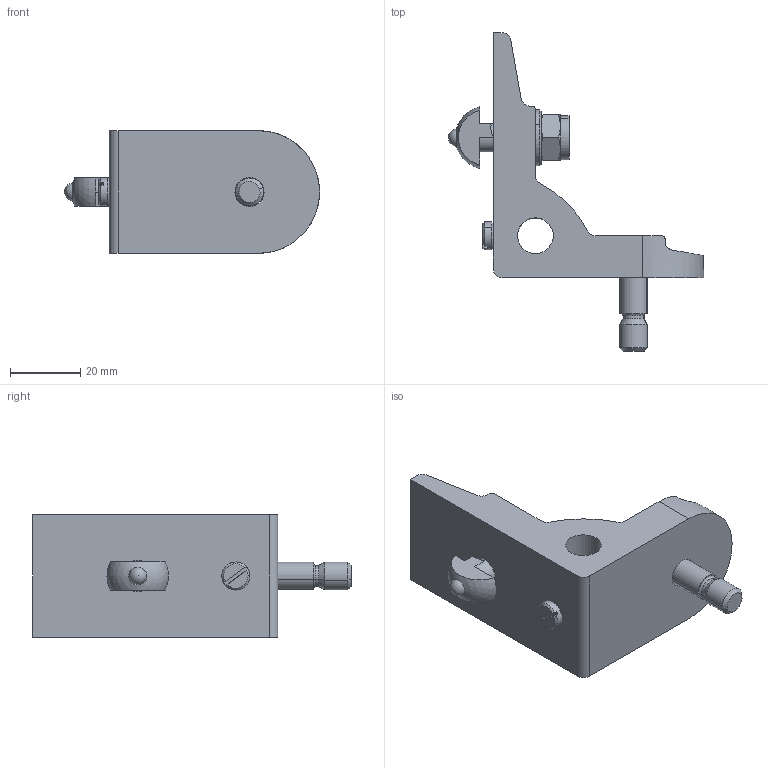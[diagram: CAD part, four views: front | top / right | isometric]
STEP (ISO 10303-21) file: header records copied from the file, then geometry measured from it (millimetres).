
FILE_DESCRIPTION (( 'STEP AP203' ), '1' );
FILE_NAME ('SZ8001N Angle 60 x 70.STEP', '2025-04-14T16:11:53', ( '' ), ( '' ), 'SwSTEP 2.0', 'SolidWorks 2025', '' );
FILE_SCHEMA (( 'CONFIG_CONTROL_DESIGN' ));
Length unit declared in the file: millimetre
Products named in the file (1): SZ8001N Angle 60 x 70
Bounding box: 72.83 x 91 x 35 mm (x, y, z)
Volume: 48166.3 mm3; surface area: 15948.5 mm2
Topology: 8 solids, 8 shells, 140 faces, 332 edges, 206 vertices
Faces by surface type: plane 47, cylinder 42, cone 38, torus 8, sphere 3, bspline 2
Entity records: 5111 total; most frequent: CARTESIAN_POINT 1855, DIRECTION 698, ORIENTED_EDGE 646, EDGE_CURVE 323, AXIS2_PLACEMENT_3D 286, VERTEX_POINT 202, EDGE_LOOP 155, CIRCLE 147
